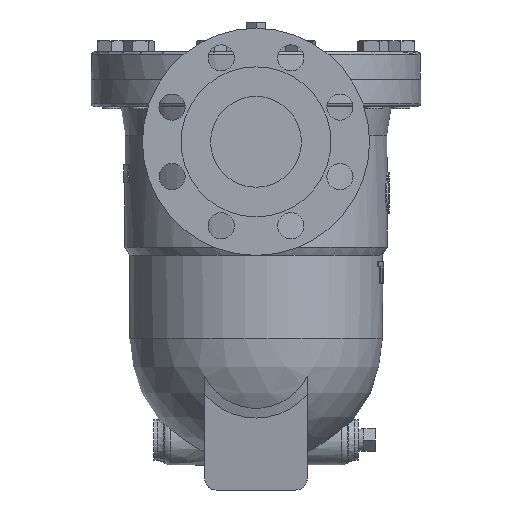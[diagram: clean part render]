
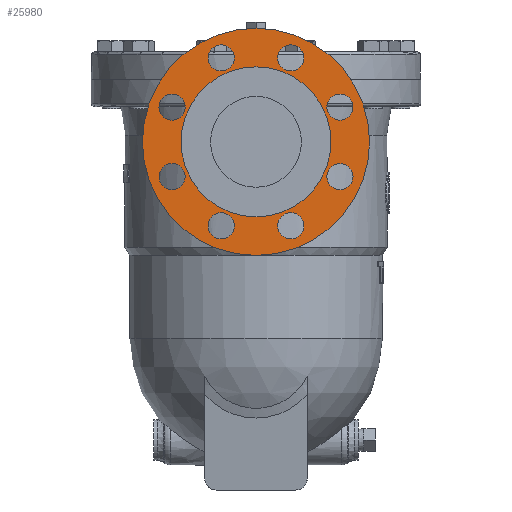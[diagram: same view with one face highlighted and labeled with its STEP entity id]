
A CAD part, left-side view. The second image highlights one B-rep face of the part: STEP entity #25980.
In plain terms, the highlighted planar face has unit normal (-1, 0, 0).
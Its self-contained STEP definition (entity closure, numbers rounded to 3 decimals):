
#24953=CARTESIAN_POINT('',(-197.,-82.042,-16.254));
#24954=VERTEX_POINT('',#24953);
#24955=CARTESIAN_POINT('',(-197.,-73.91,-24.385));
#24956=DIRECTION('',(1.,0.,0.));
#24957=DIRECTION('',(0.,-0.707,0.707));
#24958=AXIS2_PLACEMENT_3D('',#24955,#24956,#24957);
#24959=CIRCLE('',#24958,11.5);
#24960=EDGE_CURVE('',#24954,#24954,#24959,.T.);
#25002=CARTESIAN_POINT('',(-197.,-85.41,-85.615));
#25003=VERTEX_POINT('',#25002);
#25004=CARTESIAN_POINT('',(-197.,-73.91,-85.615));
#25005=DIRECTION('',(1.0,0.0,0.0));
#25006=DIRECTION('',(0.0,-1.0,0.0));
#25007=AXIS2_PLACEMENT_3D('',#25004,#25005,#25006);
#25008=CIRCLE('',#25007,11.5);
#25009=EDGE_CURVE('',#25003,#25003,#25008,.T.);
#25051=CARTESIAN_POINT('',(-197.,-38.746,-137.042));
#25052=VERTEX_POINT('',#25051);
#25053=CARTESIAN_POINT('',(-197.,-30.615,-128.91));
#25054=DIRECTION('',(1.0,0.,0.));
#25055=DIRECTION('',(0.,-0.707,-0.707));
#25056=AXIS2_PLACEMENT_3D('',#25053,#25054,#25055);
#25057=CIRCLE('',#25056,11.5);
#25058=EDGE_CURVE('',#25052,#25052,#25057,.T.);
#25100=CARTESIAN_POINT('',(-197.,30.615,-140.41));
#25101=VERTEX_POINT('',#25100);
#25102=CARTESIAN_POINT('',(-197.,30.615,-128.91));
#25103=DIRECTION('',(1.0,0.0,0.0));
#25104=DIRECTION('',(0.0,0.0,-1.0));
#25105=AXIS2_PLACEMENT_3D('',#25102,#25103,#25104);
#25106=CIRCLE('',#25105,11.5);
#25107=EDGE_CURVE('',#25101,#25101,#25106,.T.);
#25149=CARTESIAN_POINT('',(-197.,82.042,-93.746));
#25150=VERTEX_POINT('',#25149);
#25151=CARTESIAN_POINT('',(-197.,73.91,-85.615));
#25152=DIRECTION('',(1.0,0.,0.));
#25153=DIRECTION('',(0.,0.707,-0.707));
#25154=AXIS2_PLACEMENT_3D('',#25151,#25152,#25153);
#25155=CIRCLE('',#25154,11.5);
#25156=EDGE_CURVE('',#25150,#25150,#25155,.T.);
#25198=CARTESIAN_POINT('',(-197.,85.41,-24.385));
#25199=VERTEX_POINT('',#25198);
#25200=CARTESIAN_POINT('',(-197.,73.91,-24.385));
#25201=DIRECTION('',(1.0,0.0,0.0));
#25202=DIRECTION('',(0.0,1.0,0.0));
#25203=AXIS2_PLACEMENT_3D('',#25200,#25201,#25202);
#25204=CIRCLE('',#25203,11.5);
#25205=EDGE_CURVE('',#25199,#25199,#25204,.T.);
#25247=CARTESIAN_POINT('',(-197.,38.746,27.042));
#25248=VERTEX_POINT('',#25247);
#25249=CARTESIAN_POINT('',(-197.,30.615,18.91));
#25250=DIRECTION('',(1.0,0.,0.));
#25251=DIRECTION('',(0.,0.707,0.707));
#25252=AXIS2_PLACEMENT_3D('',#25249,#25250,#25251);
#25253=CIRCLE('',#25252,11.5);
#25254=EDGE_CURVE('',#25248,#25248,#25253,.T.);
#25296=CARTESIAN_POINT('',(-197.,-30.615,30.41));
#25297=VERTEX_POINT('',#25296);
#25298=CARTESIAN_POINT('',(-197.,-30.615,18.91));
#25299=DIRECTION('',(1.0,0.0,0.0));
#25300=DIRECTION('',(0.0,0.0,1.0));
#25301=AXIS2_PLACEMENT_3D('',#25298,#25299,#25300);
#25302=CIRCLE('',#25301,11.5);
#25303=EDGE_CURVE('',#25297,#25297,#25302,.T.);
#25929=CARTESIAN_POINT('',(-197.,0.0,28.));
#25930=DIRECTION('',(-1.0,0.0,0.0));
#25931=DIRECTION('',(0.0,0.0,1.0));
#25932=AXIS2_PLACEMENT_3D('',#25929,#25930,#25931);
#25933=PLANE('',#25932);
#25934=CARTESIAN_POINT('',(-197.,0.0,45.));
#25935=VERTEX_POINT('',#25934);
#25936=CARTESIAN_POINT('',(-197.,0.0,-55.));
#25937=DIRECTION('',(-1.0,0.0,0.0));
#25938=DIRECTION('',(0.0,0.0,1.0));
#25939=AXIS2_PLACEMENT_3D('',#25936,#25937,#25938);
#25940=CIRCLE('',#25939,100.0);
#25941=EDGE_CURVE('',#25935,#25935,#25940,.T.);
#25942=ORIENTED_EDGE('',*,*,#25941,.T.);
#25943=EDGE_LOOP('',(#25942));
#25944=FACE_OUTER_BOUND('',#25943,.T.);
#25945=ORIENTED_EDGE('',*,*,#24960,.T.);
#25946=EDGE_LOOP('',(#25945));
#25947=FACE_BOUND('',#25946,.T.);
#25948=ORIENTED_EDGE('',*,*,#25009,.T.);
#25949=EDGE_LOOP('',(#25948));
#25950=FACE_BOUND('',#25949,.T.);
#25951=ORIENTED_EDGE('',*,*,#25058,.T.);
#25952=EDGE_LOOP('',(#25951));
#25953=FACE_BOUND('',#25952,.T.);
#25954=ORIENTED_EDGE('',*,*,#25107,.T.);
#25955=EDGE_LOOP('',(#25954));
#25956=FACE_BOUND('',#25955,.T.);
#25957=ORIENTED_EDGE('',*,*,#25156,.T.);
#25958=EDGE_LOOP('',(#25957));
#25959=FACE_BOUND('',#25958,.T.);
#25960=ORIENTED_EDGE('',*,*,#25205,.T.);
#25961=EDGE_LOOP('',(#25960));
#25962=FACE_BOUND('',#25961,.T.);
#25963=ORIENTED_EDGE('',*,*,#25254,.T.);
#25964=EDGE_LOOP('',(#25963));
#25965=FACE_BOUND('',#25964,.T.);
#25966=ORIENTED_EDGE('',*,*,#25303,.T.);
#25967=EDGE_LOOP('',(#25966));
#25968=FACE_BOUND('',#25967,.T.);
#25969=CARTESIAN_POINT('',(-197.,0.0,11.));
#25970=VERTEX_POINT('',#25969);
#25971=CARTESIAN_POINT('',(-197.,0.0,-55.));
#25972=DIRECTION('',(-1.0,0.0,0.0));
#25973=DIRECTION('',(0.0,0.0,1.0));
#25974=AXIS2_PLACEMENT_3D('',#25971,#25972,#25973);
#25975=CIRCLE('',#25974,66.0);
#25976=EDGE_CURVE('',#25970,#25970,#25975,.T.);
#25977=ORIENTED_EDGE('',*,*,#25976,.F.);
#25978=EDGE_LOOP('',(#25977));
#25979=FACE_BOUND('',#25978,.T.);
#25980=ADVANCED_FACE('',(#25944,#25947,#25950,#25953,#25956,#25959,#25962,#25965,#25968,#25979),#25933,.T.);
